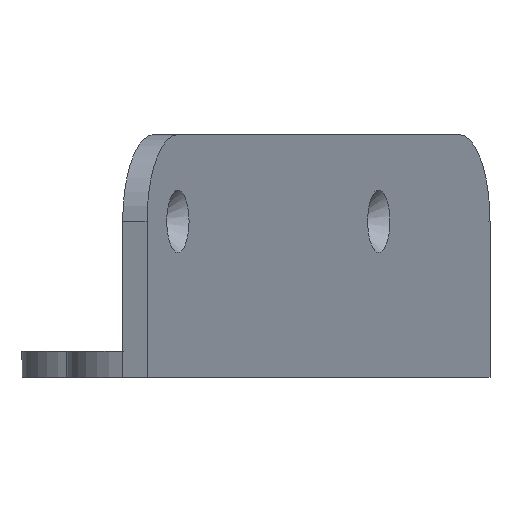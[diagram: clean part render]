
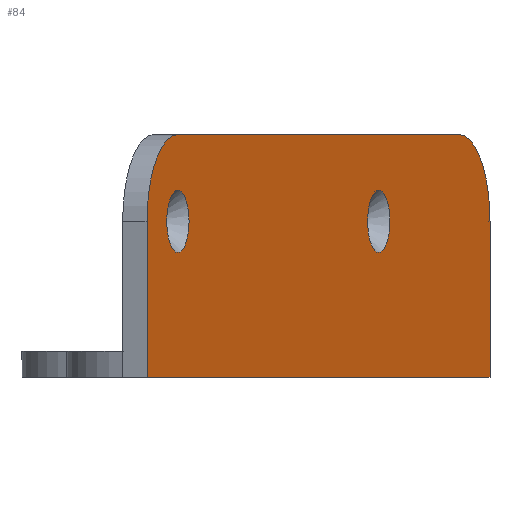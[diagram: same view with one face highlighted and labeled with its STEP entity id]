
A CAD part, front view. The second image highlights one B-rep face of the part: STEP entity #84.
In plain terms, the highlighted planar face has unit normal (0.934, -0.356, 0).
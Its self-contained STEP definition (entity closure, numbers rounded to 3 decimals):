
#84=ADVANCED_FACE('',(#344,#346,#348),#350,.T.);
#344=FACE_BOUND('',#345,.T.);
#345=EDGE_LOOP('',(#580,#581,#582,#583,#584,#585));
#346=FACE_BOUND('',#347,.T.);
#347=EDGE_LOOP('',(#586));
#348=FACE_BOUND('',#349,.T.);
#349=EDGE_LOOP('',(#587));
#350=PLANE('',#351);
#351=AXIS2_PLACEMENT_3D('',#352,#353,#354);
#352=CARTESIAN_POINT('',(105.148,-40.074,0.));
#353=DIRECTION('',(0.934,-0.356,0.));
#354=DIRECTION('',(0.,0.,-1.));
#580=ORIENTED_EDGE('',*,*,#700,.F.);
#581=ORIENTED_EDGE('',*,*,#701,.T.);
#582=ORIENTED_EDGE('',*,*,#663,.T.);
#583=ORIENTED_EDGE('',*,*,#690,.T.);
#584=ORIENTED_EDGE('',*,*,#702,.F.);
#585=ORIENTED_EDGE('',*,*,#703,.T.);
#586=ORIENTED_EDGE('',*,*,#704,.T.);
#587=ORIENTED_EDGE('',*,*,#705,.T.);
#663=EDGE_CURVE('',#729,#727,#730,.T.);
#690=EDGE_CURVE('',#727,#781,#783,.T.);
#700=EDGE_CURVE('',#798,#799,#800,.F.);
#701=EDGE_CURVE('',#798,#729,#801,.T.);
#702=EDGE_CURVE('',#802,#781,#803,.F.);
#703=EDGE_CURVE('',#802,#799,#804,.T.);
#704=EDGE_CURVE('',#805,#805,#806,.F.);
#705=EDGE_CURVE('',#807,#807,#808,.F.);
#727=VERTEX_POINT('',#841);
#729=VERTEX_POINT('',#845);
#730=LINE('',#846,#847);
#781=VERTEX_POINT('',#967);
#783=LINE('',#971,#972);
#798=VERTEX_POINT('',#1010);
#799=VERTEX_POINT('',#1011);
#800=CIRCLE('',#1012,10.);
#801=LINE('',#1016,#1017);
#802=VERTEX_POINT('',#1019);
#803=CIRCLE('',#1020,10.);
#804=LINE('',#1024,#1025);
#805=VERTEX_POINT('',#1027);
#806=CIRCLE('',#1028,3.6);
#807=VERTEX_POINT('',#1032);
#808=CIRCLE('',#1033,3.6);
#841=CARTESIAN_POINT('',(114.323,-16.001,-366.));
#845=CARTESIAN_POINT('',(74.792,-119.723,-366.));
#846=CARTESIAN_POINT('',(74.792,-119.723,-366.));
#847=VECTOR('',#848,1.);
#848=DIRECTION('',(0.356,0.934,0.));
#967=CARTESIAN_POINT('',(114.323,-16.001,-348.));
#971=CARTESIAN_POINT('',(114.323,-16.001,-366.));
#972=VECTOR('',#973,1.);
#973=DIRECTION('',(0.,0.,1.));
#1010=CARTESIAN_POINT('',(74.792,-119.723,-348.));
#1011=CARTESIAN_POINT('',(78.354,-110.379,-338.));
#1012=AXIS2_PLACEMENT_3D('',#1013,#1014,#1015);
#1013=CARTESIAN_POINT('',(78.354,-110.379,-348.));
#1014=DIRECTION('',(0.934,-0.356,0.));
#1015=DIRECTION('',(0.,0.,1.));
#1016=CARTESIAN_POINT('',(74.792,-119.723,-348.));
#1017=VECTOR('',#1018,1.);
#1018=DIRECTION('',(0.,0.,-1.));
#1019=CARTESIAN_POINT('',(110.761,-25.345,-338.));
#1020=AXIS2_PLACEMENT_3D('',#1021,#1022,#1023);
#1021=CARTESIAN_POINT('',(110.761,-25.345,-348.));
#1022=DIRECTION('',(0.934,-0.356,0.));
#1023=DIRECTION('',(0.356,0.934,0.));
#1024=CARTESIAN_POINT('',(110.761,-25.345,-338.));
#1025=VECTOR('',#1026,1.);
#1026=DIRECTION('',(-0.356,-0.934,0.));
#1027=CARTESIAN_POINT('',(78.354,-110.379,-351.6));
#1028=AXIS2_PLACEMENT_3D('',#1029,#1030,#1031);
#1029=CARTESIAN_POINT('',(78.354,-110.379,-348.));
#1030=DIRECTION('',(0.934,-0.356,0.));
#1031=DIRECTION('',(0.,0.,-1.));
#1032=CARTESIAN_POINT('',(101.502,-49.641,-351.6));
#1033=AXIS2_PLACEMENT_3D('',#1034,#1035,#1036);
#1034=CARTESIAN_POINT('',(101.502,-49.641,-348.));
#1035=DIRECTION('',(0.934,-0.356,0.));
#1036=DIRECTION('',(0.,0.,-1.));
